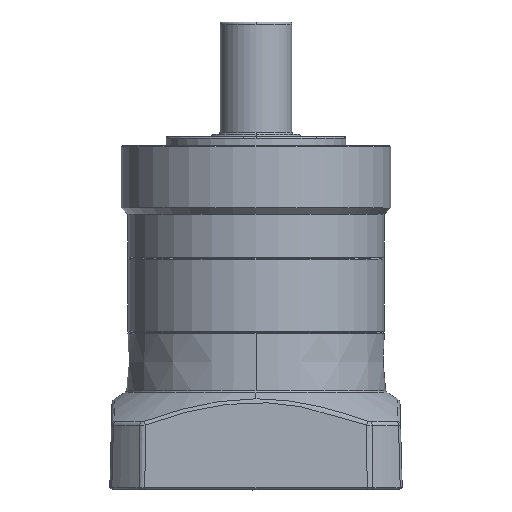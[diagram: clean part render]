
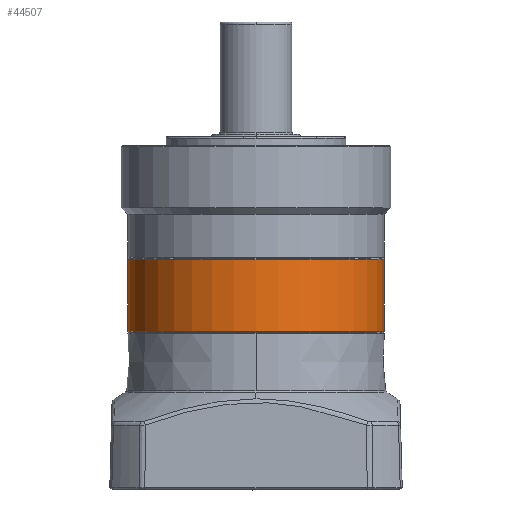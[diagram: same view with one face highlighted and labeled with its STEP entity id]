
A CAD part, front view. The second image highlights one B-rep face of the part: STEP entity #44507.
In plain terms, the highlighted cylindrical face has radius 57 mm (diameter 114 mm), a partial arc.
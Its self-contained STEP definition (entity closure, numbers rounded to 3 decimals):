
#1189 = EDGE_CURVE ( 'NONE', #39152, #17901, #26651, .T. ) ;
#2115 = CARTESIAN_POINT ( 'NONE',  ( 57., 0., 32.5 ) ) ;
#3557 = CARTESIAN_POINT ( 'NONE',  ( 57., 0., 0.5 ) ) ;
#3790 = DIRECTION ( 'NONE',  ( 0., 0., -1. ) ) ;
#3848 = CARTESIAN_POINT ( 'NONE',  ( -57., 0., 33. ) ) ;
#5490 = CIRCLE ( 'NONE', #10996, 57. ) ;
#5580 = CARTESIAN_POINT ( 'NONE',  ( -57., 0., 0.5 ) ) ;
#6740 = CARTESIAN_POINT ( 'NONE',  ( 0., -57., 32.5 ) ) ;
#8065 = VERTEX_POINT ( 'NONE', #2115 ) ;
#8755 = ORIENTED_EDGE ( 'NONE', *, *, #38523, .F. ) ;
#10996 = AXIS2_PLACEMENT_3D ( 'NONE', #35865, #35765, #35717 ) ;
#12265 = AXIS2_PLACEMENT_3D ( 'NONE', #35009, #13701, #38490 ) ;
#13701 = DIRECTION ( 'NONE',  ( 0., 0., 1. ) ) ;
#15499 = CIRCLE ( 'NONE', #42792, 57. ) ;
#16723 = EDGE_CURVE ( 'NONE', #39152, #35200, #5490, .T. ) ;
#16885 = DIRECTION ( 'NONE',  ( 0., 0., 1. ) ) ;
#17799 = FACE_OUTER_BOUND ( 'NONE', #22251, .T. ) ;
#17901 = VERTEX_POINT ( 'NONE', #5580 ) ;
#21731 = ORIENTED_EDGE ( 'NONE', *, *, #16723, .F. ) ;
#21754 = VERTEX_POINT ( 'NONE', #3557 ) ;
#21822 = DIRECTION ( 'NONE',  ( 0., 0., -1. ) ) ;
#22251 = EDGE_LOOP ( 'NONE', ( #43234, #8755, #21731, #31043, #32730 ) ) ;
#22491 = VECTOR ( 'NONE', #29990, 1000. ) ;
#25398 = DIRECTION ( 'NONE',  ( -1., 0., 0. ) ) ;
#26651 = LINE ( 'NONE', #3848, #43055 ) ;
#29990 = DIRECTION ( 'NONE',  ( 0., 0., -1. ) ) ;
#31043 = ORIENTED_EDGE ( 'NONE', *, *, #1189, .T. ) ;
#32523 = CARTESIAN_POINT ( 'NONE',  ( 0., 0., 33. ) ) ;
#32730 = ORIENTED_EDGE ( 'NONE', *, *, #44065, .T. ) ;
#33514 = CARTESIAN_POINT ( 'NONE',  ( 57., 0., 33. ) ) ;
#33904 = CIRCLE ( 'NONE', #12265, 57. ) ;
#35009 = CARTESIAN_POINT ( 'NONE',  ( 0., 0., 0.5 ) ) ;
#35200 = VERTEX_POINT ( 'NONE', #6740 ) ;
#35486 = CYLINDRICAL_SURFACE ( 'NONE', #37546, 57. ) ;
#35717 = DIRECTION ( 'NONE',  ( 0., -1., 0. ) ) ;
#35765 = DIRECTION ( 'NONE',  ( 0., 0., 1. ) ) ;
#35865 = CARTESIAN_POINT ( 'NONE',  ( 0., 0., 32.5 ) ) ;
#37546 = AXIS2_PLACEMENT_3D ( 'NONE', #32523, #21822, #25398 ) ;
#38017 = CARTESIAN_POINT ( 'NONE',  ( 0., 0., 32.5 ) ) ;
#38490 = DIRECTION ( 'NONE',  ( -1., 0., 0. ) ) ;
#38523 = EDGE_CURVE ( 'NONE', #35200, #8065, #15499, .T. ) ;
#39152 = VERTEX_POINT ( 'NONE', #40364 ) ;
#39723 = EDGE_CURVE ( 'NONE', #8065, #21754, #40067, .T. ) ;
#40067 = LINE ( 'NONE', #33514, #22491 ) ;
#40364 = CARTESIAN_POINT ( 'NONE',  ( -57., 0., 32.5 ) ) ;
#41531 = DIRECTION ( 'NONE',  ( 0., -1., 0. ) ) ;
#42792 = AXIS2_PLACEMENT_3D ( 'NONE', #38017, #16885, #41531 ) ;
#43055 = VECTOR ( 'NONE', #3790, 1000. ) ;
#43234 = ORIENTED_EDGE ( 'NONE', *, *, #39723, .F. ) ;
#44065 = EDGE_CURVE ( 'NONE', #17901, #21754, #33904, .T. ) ;
#44507 = ADVANCED_FACE ( 'NONE', ( #17799 ), #35486, .T. ) ;
